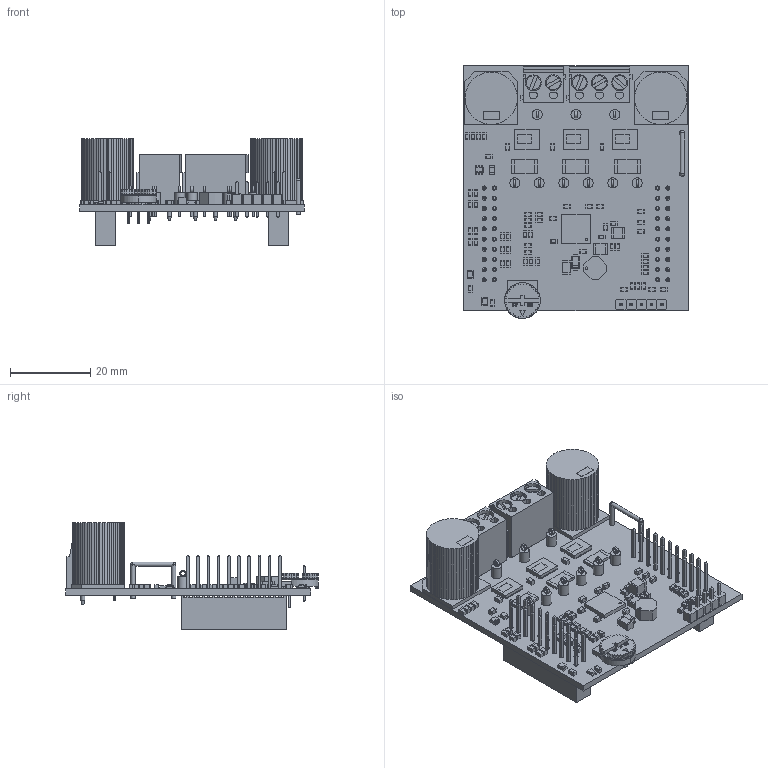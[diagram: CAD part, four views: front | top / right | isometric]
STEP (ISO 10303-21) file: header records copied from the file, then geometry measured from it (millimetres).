
FILE_DESCRIPTION(('Open CASCADE Model'),'2;1');
FILE_NAME('Open CASCADE Shape Model','2024-01-06T23:27:01',('Author'),( 'Open CASCADE'),'Open CASCADE STEP processor 7.5','Open CASCADE 7.5' ,'Unknown');
FILE_SCHEMA(('AUTOMOTIVE_DESIGN { 1 0 10303 214 1 1 1 1 }'));
Length unit declared in the file: millimetre
Products named in the file (207): PCB; Board; Open CASCADE STEP translator 7.5 1.1.1; U4; DMM0022A; BODY-SON; FRAME-DMM0022A; Open CASCADE STEP translator 7.5 1.2.1.2.1; Open CASCADE STEP translator 7.5 1.2.1.2.2; Open CASCADE STEP translator 7.5 1.2.1.2.3; Open CASCADE STEP translator 7.5 1.2.1.2.4; Open CASCADE STEP translator 7.5 1.2.1.2.5; Open CASCADE STEP translator 7.5 1.2.1.2.6; Open CASCADE STEP translator 7.5 1.2.1.2.7; Open CASCADE STEP translator 7.5 1.2.1.2.8; Open CASCADE STEP translator 7.5 1.2.1.2.9; Open CASCADE STEP translator 7.5 1.2.1.2.10; Open CASCADE STEP translator 7.5 1.2.1.2.11; PIN1-ID; HEATSLUG; U3; U2; C22; 6638397648; Extruded; 6638397568; 6638397808; U1; 6575497872; 6575497792; TP10; 6575497552; Cylinder; 6575497312; Sphere; 6575496992; TP9; Keystone_5002; Keystone5002_white; Keystone500x_wire ...
Assembly tree (423 placements, depth 5):
  PCB
    Board
      Open CASCADE STEP translator 7.5 1.1.1
    U4
      DMM0022A
        BODY-SON
        FRAME-DMM0022A
          Open CASCADE STEP translator 7.5 1.2.1.2.1
          Open CASCADE STEP translator 7.5 1.2.1.2.2
          Open CASCADE STEP translator 7.5 1.2.1.2.3
          Open CASCADE STEP translator 7.5 1.2.1.2.4
          Open CASCADE STEP translator 7.5 1.2.1.2.5
          Open CASCADE STEP translator 7.5 1.2.1.2.6
          Open CASCADE STEP translator 7.5 1.2.1.2.7
          Open CASCADE STEP translator 7.5 1.2.1.2.8
          Open CASCADE STEP translator 7.5 1.2.1.2.9
          Open CASCADE STEP translator 7.5 1.2.1.2.10
          Open CASCADE STEP translator 7.5 1.2.1.2.11
        PIN1-ID
        HEATSLUG
    U3
      DMM0022A
        BODY-SON
        FRAME-DMM0022A
          Open CASCADE STEP translator 7.5 1.2.1.2.1
          Open CASCADE STEP translator 7.5 1.2.1.2.2
          Open CASCADE STEP translator 7.5 1.2.1.2.3
          Open CASCADE STEP translator 7.5 1.2.1.2.4
          Open CASCADE STEP translator 7.5 1.2.1.2.5
          Open CASCADE STEP translator 7.5 1.2.1.2.6
          Open CASCADE STEP translator 7.5 1.2.1.2.7
          Open CASCADE STEP translator 7.5 1.2.1.2.8
          Open CASCADE STEP translator 7.5 1.2.1.2.9
          Open CASCADE STEP translator 7.5 1.2.1.2.10
          Open CASCADE STEP translator 7.5 1.2.1.2.11
        PIN1-ID
        HEATSLUG
    U2
      DMM0022A
        BODY-SON
        FRAME-DMM0022A
          Open CASCADE STEP translator 7.5 1.2.1.2.1
          Open CASCADE STEP translator 7.5 1.2.1.2.2
          Open CASCADE STEP translator 7.5 1.2.1.2.3
          Open CASCADE STEP translator 7.5 1.2.1.2.4
          Open CASCADE STEP translator 7.5 1.2.1.2.5
          Open CASCADE STEP translator 7.5 1.2.1.2.6
          Open CASCADE STEP translator 7.5 1.2.1.2.7
          Open CASCADE STEP translator 7.5 1.2.1.2.8
          Open CASCADE STEP translator 7.5 1.2.1.2.9
          Open CASCADE STEP translator 7.5 1.2.1.2.10
          Open CASCADE STEP translator 7.5 1.2.1.2.11
        PIN1-ID
        HEATSLUG
    C22
      6638397648
        Extruded
      6638397568
        Extruded
      6638397808
Bounding box: 55.88 x 62.94 x 26.62 mm (x, y, z)
Volume: 14758.8 mm3; surface area: 21897.5 mm2
Topology: 322 solids, 322 shells, 4639 faces, 11477 edges, 7521 vertices
Faces by surface type: plane 4034, cylinder 487, bspline 46, sphere 42, cone 15, torus 15
Full cylindrical faces by diameter (mm): 0.85 x3, 0.95 x5, 1.016 x14, 1.02 x40, 1.05 x3, 1.3 x7, 2.2 x5, 2.459 x5, 2.5 x9, 3 x15, 3.1 x5, 3.9 x5, 4 x5
Entity records: 69269 total; most frequent: CARTESIAN_POINT 13442, DIRECTION 9779, ORIENTED_EDGE 9708, EDGE_CURVE 4854, LINE 4091, VECTOR 4091, VERTEX_POINT 3184, AXIS2_PLACEMENT_3D 2844
